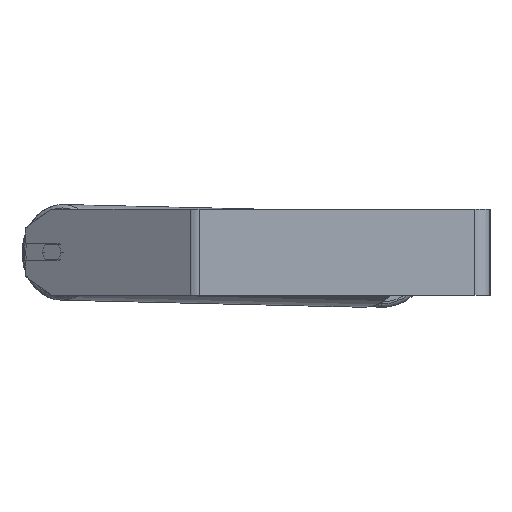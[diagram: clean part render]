
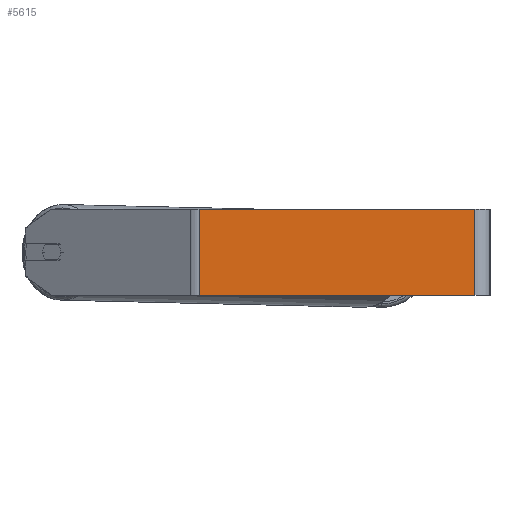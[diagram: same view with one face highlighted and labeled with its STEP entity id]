
A CAD part, left-side view. The second image highlights one B-rep face of the part: STEP entity #5615.
In plain terms, the highlighted planar face has unit normal (-1, 0, 0).
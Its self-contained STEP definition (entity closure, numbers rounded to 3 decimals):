
#19 = LINE ( 'NONE', #3387, #1538 ) ;
#219 = CARTESIAN_POINT ( 'NONE',  ( -800., 274.909, 40. ) ) ;
#265 = VECTOR ( 'NONE', #1677, 1000. ) ;
#1120 = CARTESIAN_POINT ( 'NONE',  ( -800., 270.495, 40. ) ) ;
#1439 = ORIENTED_EDGE ( 'NONE', *, *, #4471, .T. ) ;
#1538 = VECTOR ( 'NONE', #6095, 1000. ) ;
#1677 = DIRECTION ( 'NONE',  ( 0., 0., -1. ) ) ;
#2034 = EDGE_CURVE ( 'NONE', #5330, #3768, #6714, .T. ) ;
#2144 = EDGE_CURVE ( 'NONE', #5330, #4514, #19, .T. ) ;
#2180 = CARTESIAN_POINT ( 'NONE',  ( -800., 14., -40. ) ) ;
#2557 = VERTEX_POINT ( 'NONE', #2180 ) ;
#2638 = DIRECTION ( 'NONE',  ( 0., -1., 0. ) ) ;
#2929 = DIRECTION ( 'NONE',  ( 0., 0., -1. ) ) ;
#3379 = VECTOR ( 'NONE', #2638, 1000. ) ;
#3387 = CARTESIAN_POINT ( 'NONE',  ( -800., 270.495, 40. ) ) ;
#3492 = EDGE_LOOP ( 'NONE', ( #1439, #4853, #5187, #3663 ) ) ;
#3641 = DIRECTION ( 'NONE',  ( 1., 0., 0. ) ) ;
#3663 = ORIENTED_EDGE ( 'NONE', *, *, #2144, .T. ) ;
#3768 = VERTEX_POINT ( 'NONE', #8696 ) ;
#4129 = DIRECTION ( 'NONE',  ( 0., -1., 0. ) ) ;
#4266 = VECTOR ( 'NONE', #4129, 1000. ) ;
#4471 = EDGE_CURVE ( 'NONE', #4514, #2557, #8195, .T. ) ;
#4514 = VERTEX_POINT ( 'NONE', #7613 ) ;
#4853 = ORIENTED_EDGE ( 'NONE', *, *, #8379, .F. ) ;
#5133 = AXIS2_PLACEMENT_3D ( 'NONE', #219, #3641, #2929 ) ;
#5187 = ORIENTED_EDGE ( 'NONE', *, *, #2034, .F. ) ;
#5330 = VERTEX_POINT ( 'NONE', #1120 ) ;
#5615 = ADVANCED_FACE ( 'NONE', ( #8378 ), #7498, .F. ) ;
#5800 = LINE ( 'NONE', #6378, #265 ) ;
#6095 = DIRECTION ( 'NONE',  ( 0., 0., -1. ) ) ;
#6137 = CARTESIAN_POINT ( 'NONE',  ( -800., 274.909, 40. ) ) ;
#6378 = CARTESIAN_POINT ( 'NONE',  ( -800., 14., 40. ) ) ;
#6714 = LINE ( 'NONE', #6137, #3379 ) ;
#7498 = PLANE ( 'NONE',  #5133 ) ;
#7613 = CARTESIAN_POINT ( 'NONE',  ( -800., 270.495, -40. ) ) ;
#8068 = CARTESIAN_POINT ( 'NONE',  ( -800., 274.909, -40. ) ) ;
#8195 = LINE ( 'NONE', #8068, #4266 ) ;
#8378 = FACE_OUTER_BOUND ( 'NONE', #3492, .T. ) ;
#8379 = EDGE_CURVE ( 'NONE', #3768, #2557, #5800, .T. ) ;
#8696 = CARTESIAN_POINT ( 'NONE',  ( -800., 14., 40. ) ) ;
